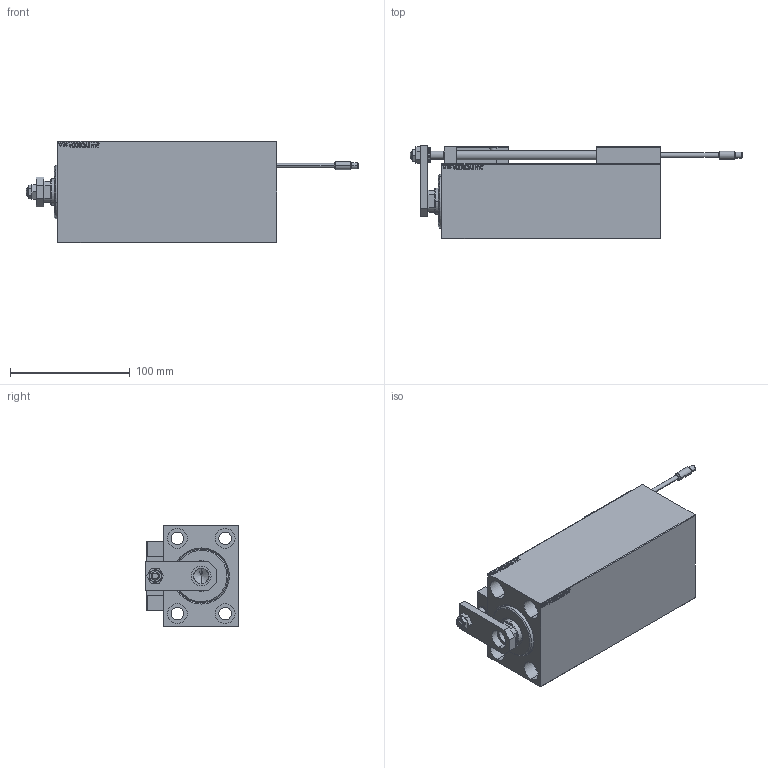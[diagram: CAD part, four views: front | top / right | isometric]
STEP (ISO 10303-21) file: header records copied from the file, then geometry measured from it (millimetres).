
FILE_DESCRIPTION (( 'STEP AP203' ), '1' );
FILE_NAME ('5289.STEP', '2021-03-19T00:46:06', ( '' ), ( '' ), 'SwSTEP 2.0', 'SolidWorks 2019', '' );
FILE_SCHEMA (( 'CONFIG_CONTROL_DESIGN' ));
Length unit declared in the file: millimetre
Products named in the file (16): 5289; ALLEN BOLT D5 8338d48bf7fb61abce8c328396b0bc5e; SWITCH X 8338d48bf7fb61abce8c328396b0bc5e; ZARAZKA 8338d48bf7fb61abce8c328396b0bc5e; NUT_D10 8338d48bf7fb61abce8c328396b0bc5e; KONCOVKA_Y 8338d48bf7fb61abce8c328396b0bc5e; V450CM_C_VCP 8338d48bf7fb61abce8c328396b0bc5e; Block 8338d48bf7fb61abce8c328396b0bc5e; SWITCH_X_FRONT_BACK 8338d48bf7fb61abce8c328396b0bc5e; NUT_D12 8338d48bf7fb61abce8c328396b0bc5e; V450CM_VC_B 8338d48bf7fb61abce8c328396b0bc5e; ALLEN BOLT D8 8338d48bf7fb61abce8c328396b0bc5e; MAGNET 8338d48bf7fb61abce8c328396b0bc5e; V450CM_C 8338d48bf7fb61abce8c328396b0bc5e; SWITCH DIM B,W 8338d48bf7fb61abce8c328396b0bc5e; TYC_L79 8338d48bf7fb61abce8c328396b0bc5e
Assembly tree (25 placements, depth 3):
  5289
    V450CM_C 8338d48bf7fb61abce8c328396b0bc5e
    SWITCH X 8338d48bf7fb61abce8c328396b0bc5e
      SWITCH_X_FRONT_BACK 8338d48bf7fb61abce8c328396b0bc5e  x2
      TYC_L79 8338d48bf7fb61abce8c328396b0bc5e
      Block 8338d48bf7fb61abce8c328396b0bc5e  x2
      ALLEN BOLT D5 8338d48bf7fb61abce8c328396b0bc5e  x4
      ALLEN BOLT D8 8338d48bf7fb61abce8c328396b0bc5e  x4
      MAGNET 8338d48bf7fb61abce8c328396b0bc5e  x2
      KONCOVKA_Y 8338d48bf7fb61abce8c328396b0bc5e  x2
    NUT_D12 8338d48bf7fb61abce8c328396b0bc5e
    SWITCH DIM B,W 8338d48bf7fb61abce8c328396b0bc5e
    ZARAZKA 8338d48bf7fb61abce8c328396b0bc5e
    NUT_D10 8338d48bf7fb61abce8c328396b0bc5e
    V450CM_C_VCP 8338d48bf7fb61abce8c328396b0bc5e
    V450CM_VC_B 8338d48bf7fb61abce8c328396b0bc5e
Bounding box: 277.7 x 78.5 x 85 mm (x, y, z)
Volume: 855966.1 mm3; surface area: 166849.5 mm2
Topology: 24 solids, 24 shells, 1321 faces, 3155 edges, 2012 vertices
Faces by surface type: plane 570, bspline 380, cylinder 198, cone 121, torus 48, sphere 4
Entity records: 51244 total; most frequent: CARTESIAN_POINT 26243, ORIENTED_EDGE 5286, DIRECTION 3592, EDGE_CURVE 2643, VERTEX_POINT 1724, VECTOR 1510, LINE 1510, EDGE_LOOP 1223
